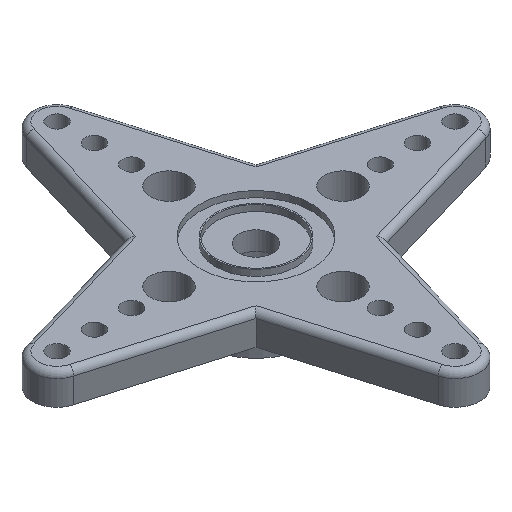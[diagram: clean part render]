
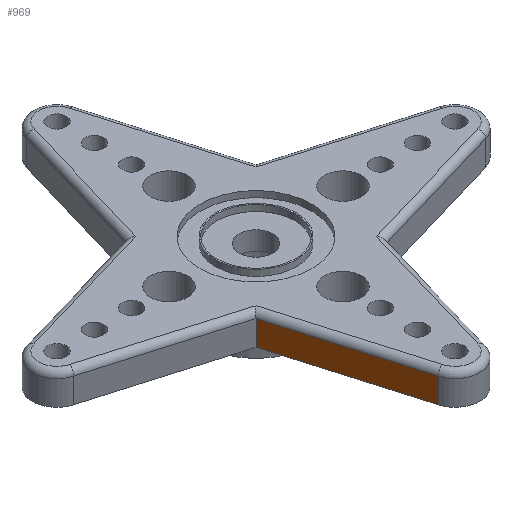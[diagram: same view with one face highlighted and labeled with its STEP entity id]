
A CAD part, isometric view. The second image highlights one B-rep face of the part: STEP entity #969.
In plain terms, the highlighted planar face has unit normal (-0.96, -0.281, 0).
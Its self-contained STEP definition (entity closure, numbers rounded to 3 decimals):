
#28=LINE('',#1480,#86);
#40=LINE('',#1559,#98);
#53=LINE('',#1602,#111);
#54=LINE('',#1604,#112);
#86=VECTOR('',#1178,10.);
#98=VECTOR('',#1254,10.);
#111=VECTOR('',#1311,10.);
#112=VECTOR('',#1314,10.);
#233=FACE_OUTER_BOUND('',#305,.T.);
#305=EDGE_LOOP('',(#735,#736,#737,#738));
#432=VERTEX_POINT('',#1477);
#433=VERTEX_POINT('',#1479);
#467=VERTEX_POINT('',#1557);
#468=VERTEX_POINT('',#1558);
#514=EDGE_CURVE('',#433,#432,#28,.T.);
#552=EDGE_CURVE('',#467,#468,#40,.T.);
#576=EDGE_CURVE('',#432,#468,#53,.T.);
#577=EDGE_CURVE('',#433,#467,#54,.T.);
#735=ORIENTED_EDGE('',*,*,#552,.F.);
#736=ORIENTED_EDGE('',*,*,#577,.F.);
#737=ORIENTED_EDGE('',*,*,#514,.T.);
#738=ORIENTED_EDGE('',*,*,#576,.T.);
#884=PLANE('',#1090);
#969=ADVANCED_FACE('',(#233),#884,.T.);
#1090=AXIS2_PLACEMENT_3D('',#1603,#1312,#1313);
#1178=DIRECTION('',(0.281,-0.96,0.));
#1254=DIRECTION('',(0.281,-0.96,0.));
#1311=DIRECTION('',(0.,0.,1.));
#1312=DIRECTION('center_axis',(-0.96,-0.281,0.));
#1313=DIRECTION('ref_axis',(0.281,-0.96,0.));
#1314=DIRECTION('',(0.,0.,1.));
#1477=CARTESIAN_POINT('',(-1.917,-16.564,0.));
#1479=CARTESIAN_POINT('',(-5.238,-5.238,0.));
#1480=CARTESIAN_POINT('',(-6.237,-1.829,0.));
#1557=CARTESIAN_POINT('',(-5.238,-5.238,2.));
#1558=CARTESIAN_POINT('',(-1.917,-16.564,2.));
#1559=CARTESIAN_POINT('',(-5.738,-3.533,2.));
#1602=CARTESIAN_POINT('',(-1.917,-16.564,0.));
#1603=CARTESIAN_POINT('Origin',(-5.238,-5.238,0.));
#1604=CARTESIAN_POINT('',(-5.238,-5.238,0.));
